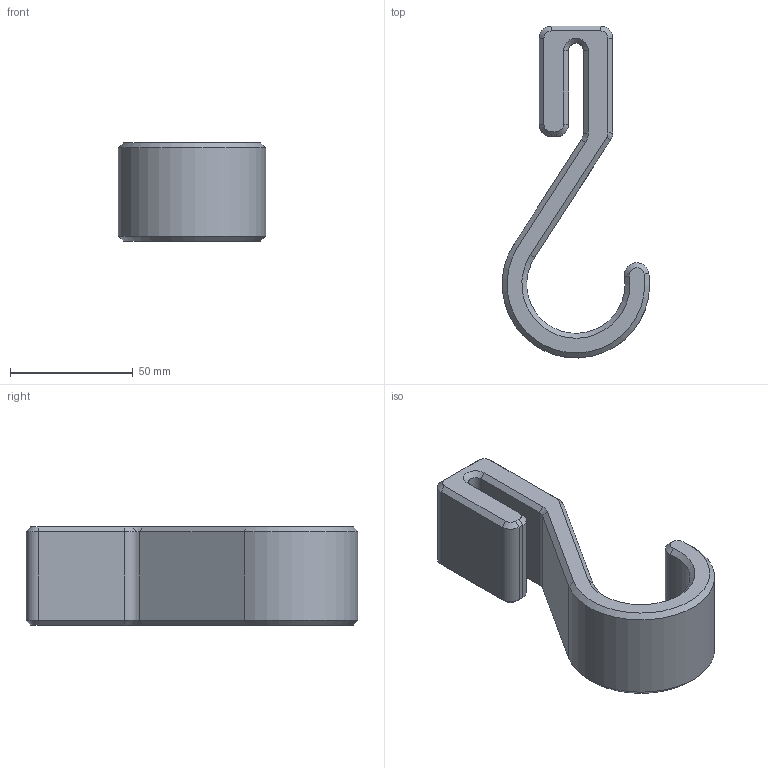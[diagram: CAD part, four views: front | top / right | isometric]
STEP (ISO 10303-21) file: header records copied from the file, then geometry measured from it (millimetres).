
FILE_DESCRIPTION(/* description */ (''),/* implementation_level */ '2;1');
FILE_NAME(/* name */ 'Wire Rack Cable Hook v1.step',/* time_stamp */ '2024-10-03T19:59:28-07:00',/* author */ (''),/* organization */ (''),/* preprocessor_version */ 'ST-DEVELOPER v20',/* originating_system */ 'Autodesk Translation Framework v13.20.0.188',/* authorisation */ '');
FILE_SCHEMA (('AUTOMOTIVE_DESIGN { 1 0 10303 214 3 1 1 }'));
Length unit declared in the file: millimetre
Products named in the file (1): Wire Rack Cable Hook
Bounding box: 59.92 x 134.98 x 40 mm (x, y, z)
Volume: 104504.5 mm3; surface area: 24978.8 mm2
Topology: 1 solids, 1 shells, 56 faces, 126 edges, 72 vertices
Faces by surface type: plane 26, cone 20, cylinder 10
Entity records: 1555 total; most frequent: DIRECTION 280, CARTESIAN_POINT 255, ORIENTED_EDGE 252, EDGE_CURVE 126, AXIS2_PLACEMENT_3D 97, LINE 86, VECTOR 86, VERTEX_POINT 72
